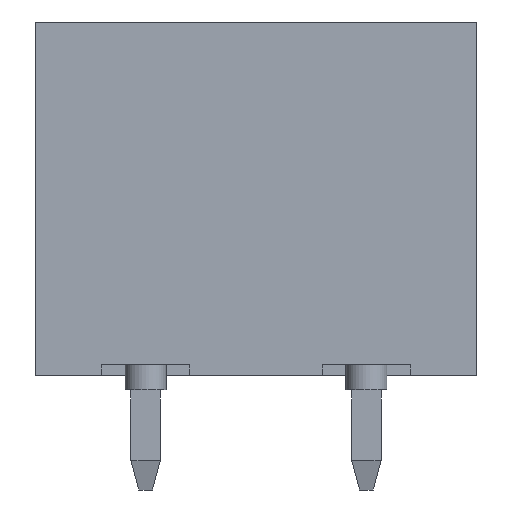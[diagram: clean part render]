
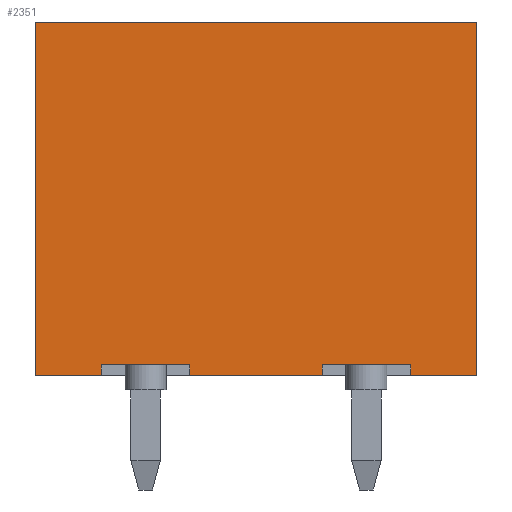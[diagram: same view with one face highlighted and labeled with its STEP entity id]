
A CAD part, front view. The second image highlights one B-rep face of the part: STEP entity #2351.
In plain terms, the highlighted planar face has unit normal (0, -1, 0).
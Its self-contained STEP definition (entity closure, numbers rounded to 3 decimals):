
#459=CARTESIAN_POINT('',(-2.25,-3.8,0.35));
#460=VERTEX_POINT('',#459);
#467=CARTESIAN_POINT('',(-5.25,-3.8,0.35));
#468=VERTEX_POINT('',#467);
#469=CARTESIAN_POINT('',(-2.25,-3.8,0.35));
#470=DIRECTION('',(-1.0,0.0,0.0));
#471=VECTOR('',#470,3.0);
#472=LINE('',#469,#471);
#473=EDGE_CURVE('',#460,#468,#472,.T.);
#610=CARTESIAN_POINT('',(-5.25,-3.8,0.0));
#611=VERTEX_POINT('',#610);
#612=CARTESIAN_POINT('',(-5.25,-3.8,0.0));
#613=DIRECTION('',(0.0,0.0,1.0));
#614=VECTOR('',#613,0.35);
#615=LINE('',#612,#614);
#616=EDGE_CURVE('',#611,#468,#615,.T.);
#718=CARTESIAN_POINT('',(7.5,-3.8,12.0));
#719=VERTEX_POINT('',#718);
#720=CARTESIAN_POINT('',(-7.5,-3.8,12.0));
#721=VERTEX_POINT('',#720);
#722=CARTESIAN_POINT('',(7.5,-3.8,12.0));
#723=DIRECTION('',(-1.0,0.0,0.0));
#724=VECTOR('',#723,15.0);
#725=LINE('',#722,#724);
#726=EDGE_CURVE('',#719,#721,#725,.T.);
#799=CARTESIAN_POINT('',(-2.25,-3.8,0.0));
#800=VERTEX_POINT('',#799);
#807=CARTESIAN_POINT('',(-2.25,-3.8,0.35));
#808=DIRECTION('',(0.0,0.0,-1.0));
#809=VECTOR('',#808,0.35);
#810=LINE('',#807,#809);
#811=EDGE_CURVE('',#460,#800,#810,.T.);
#1169=CARTESIAN_POINT('',(7.5,-3.8,0.0));
#1170=VERTEX_POINT('',#1169);
#1171=CARTESIAN_POINT('',(7.5,-3.8,0.0));
#1172=DIRECTION('',(0.0,0.0,1.0));
#1173=VECTOR('',#1172,12.0);
#1174=LINE('',#1171,#1173);
#1175=EDGE_CURVE('',#1170,#719,#1174,.T.);
#2287=CARTESIAN_POINT('',(-8.25,-3.8,12.6));
#2288=DIRECTION('',(0.0,-1.0,0.0));
#2289=DIRECTION('',(1.0,0.0,0.0));
#2290=AXIS2_PLACEMENT_3D('',#2287,#2288,#2289);
#2291=PLANE('',#2290);
#2292=ORIENTED_EDGE('',*,*,#1175,.T.);
#2293=ORIENTED_EDGE('',*,*,#726,.T.);
#2294=CARTESIAN_POINT('',(-7.5,-3.8,0.0));
#2295=VERTEX_POINT('',#2294);
#2296=CARTESIAN_POINT('',(-7.5,-3.8,0.0));
#2297=DIRECTION('',(0.0,0.0,1.0));
#2298=VECTOR('',#2297,12.0);
#2299=LINE('',#2296,#2298);
#2300=EDGE_CURVE('',#2295,#721,#2299,.T.);
#2301=ORIENTED_EDGE('',*,*,#2300,.F.);
#2302=CARTESIAN_POINT('',(-5.25,-3.8,0.0));
#2303=DIRECTION('',(-1.0,0.0,0.0));
#2304=VECTOR('',#2303,2.25);
#2305=LINE('',#2302,#2304);
#2306=EDGE_CURVE('',#611,#2295,#2305,.T.);
#2307=ORIENTED_EDGE('',*,*,#2306,.F.);
#2308=ORIENTED_EDGE('',*,*,#616,.T.);
#2309=ORIENTED_EDGE('',*,*,#473,.F.);
#2310=ORIENTED_EDGE('',*,*,#811,.T.);
#2311=CARTESIAN_POINT('',(2.25,-3.8,0.0));
#2312=VERTEX_POINT('',#2311);
#2313=CARTESIAN_POINT('',(2.25,-3.8,0.0));
#2314=DIRECTION('',(-1.0,0.0,0.0));
#2315=VECTOR('',#2314,4.5);
#2316=LINE('',#2313,#2315);
#2317=EDGE_CURVE('',#2312,#800,#2316,.T.);
#2318=ORIENTED_EDGE('',*,*,#2317,.F.);
#2319=CARTESIAN_POINT('',(2.25,-3.8,0.35));
#2320=VERTEX_POINT('',#2319);
#2321=CARTESIAN_POINT('',(2.25,-3.8,0.35));
#2322=DIRECTION('',(0.0,0.0,-1.0));
#2323=VECTOR('',#2322,0.35);
#2324=LINE('',#2321,#2323);
#2325=EDGE_CURVE('',#2320,#2312,#2324,.T.);
#2326=ORIENTED_EDGE('',*,*,#2325,.F.);
#2327=CARTESIAN_POINT('',(5.25,-3.8,0.35));
#2328=VERTEX_POINT('',#2327);
#2329=CARTESIAN_POINT('',(5.25,-3.8,0.35));
#2330=DIRECTION('',(-1.0,0.0,0.0));
#2331=VECTOR('',#2330,3.0);
#2332=LINE('',#2329,#2331);
#2333=EDGE_CURVE('',#2328,#2320,#2332,.T.);
#2334=ORIENTED_EDGE('',*,*,#2333,.F.);
#2335=CARTESIAN_POINT('',(5.25,-3.8,0.0));
#2336=VERTEX_POINT('',#2335);
#2337=CARTESIAN_POINT('',(5.25,-3.8,0.0));
#2338=DIRECTION('',(0.0,0.0,1.0));
#2339=VECTOR('',#2338,0.35);
#2340=LINE('',#2337,#2339);
#2341=EDGE_CURVE('',#2336,#2328,#2340,.T.);
#2342=ORIENTED_EDGE('',*,*,#2341,.F.);
#2343=CARTESIAN_POINT('',(7.5,-3.8,0.0));
#2344=DIRECTION('',(-1.0,0.0,0.0));
#2345=VECTOR('',#2344,2.25);
#2346=LINE('',#2343,#2345);
#2347=EDGE_CURVE('',#1170,#2336,#2346,.T.);
#2348=ORIENTED_EDGE('',*,*,#2347,.F.);
#2349=EDGE_LOOP('',(#2292,#2293,#2301,#2307,#2308,#2309,#2310,#2318,#2326,#2334,#2342,#2348));
#2350=FACE_OUTER_BOUND('',#2349,.T.);
#2351=ADVANCED_FACE('',(#2350),#2291,.T.);
